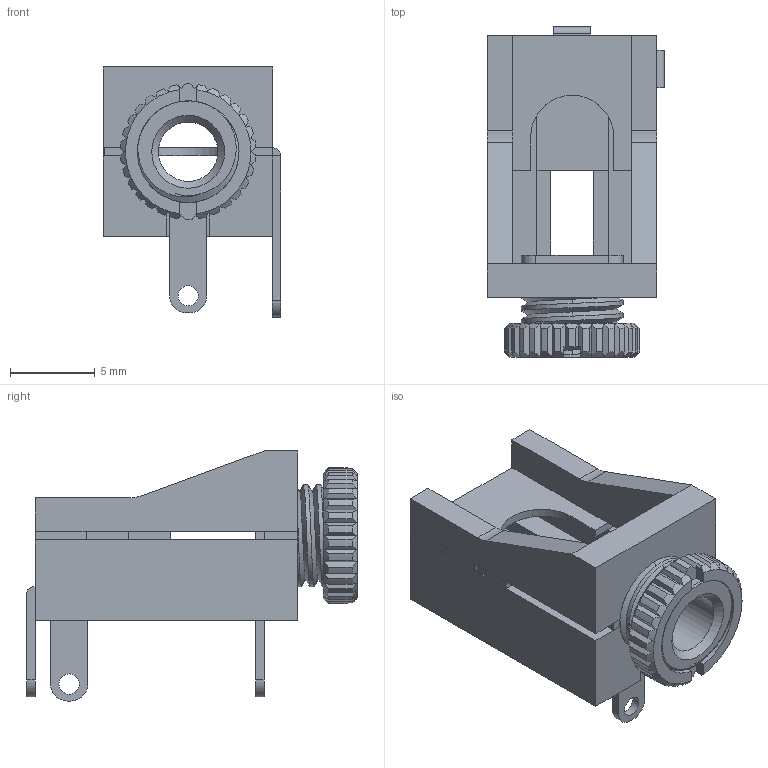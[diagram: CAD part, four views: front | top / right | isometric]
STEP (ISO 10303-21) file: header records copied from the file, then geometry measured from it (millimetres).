
FILE_DESCRIPTION(('FreeCAD Model'),'2;1');
FILE_NAME('PJ302M_Knurl_nut.step','2021-03-19T22:48:04',('Author'),(''), 'Open CASCADE STEP processor 7.3','FreeCAD','Unknown');
FILE_SCHEMA(('AUTOMOTIVE_DESIGN { 1 0 10303 214 1 1 1 1 }'));
Length unit declared in the file: millimetre
Products named in the file (5): Knurl_nut; T; TN; Body; Hole
Bounding box: 10.45 x 19.5 x 14.75 mm (x, y, z)
Volume: 808.8 mm3; surface area: 1828.5 mm2
Topology: 5 solids, 5 shells, 250 faces, 683 edges, 435 vertices
Faces by surface type: plane 175, cylinder 58, bspline 12, cone 5
Full cylindrical faces by diameter (mm): 1.2 x3, 3.5 x1, 6 x6
Entity records: 21128 total; most frequent: CARTESIAN_POINT 7671, DIRECTION 2446, ORIENTED_EDGE 1368, PCURVE 1366, DEFINITIONAL_REPRESENTATION 1366, LINE 1313, VECTOR 1313, EDGE_CURVE 683
